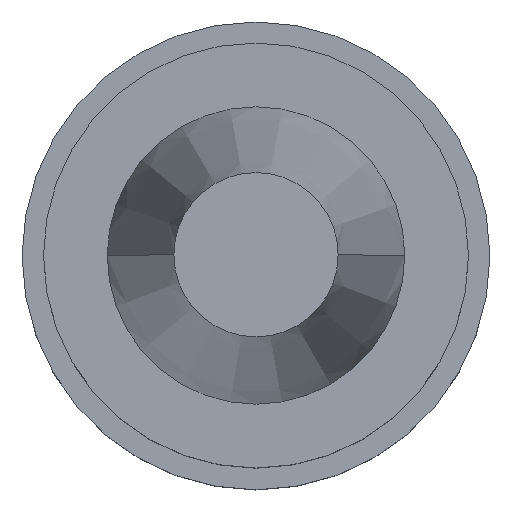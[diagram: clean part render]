
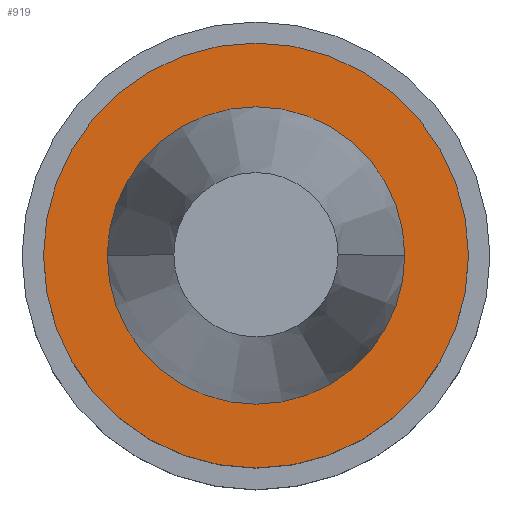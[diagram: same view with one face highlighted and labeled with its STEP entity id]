
A CAD part, top view. The second image highlights one B-rep face of the part: STEP entity #919.
In plain terms, the highlighted planar face has unit normal (0, 0, 1).
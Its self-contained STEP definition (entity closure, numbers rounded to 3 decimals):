
#11 = AXIS2_PLACEMENT_3D ( 'NONE', #1024, #86, #704 ) ;
#39 = CARTESIAN_POINT ( 'NONE',  ( 0., 0., -1. ) ) ;
#86 = DIRECTION ( 'NONE',  ( 0., 0., 1. ) ) ;
#130 = EDGE_CURVE ( 'NONE', #642, #440, #540, .T. ) ;
#133 = CARTESIAN_POINT ( 'NONE',  ( 22.225, 0., -1. ) ) ;
#148 = CIRCLE ( 'NONE', #917, 22.225 ) ;
#150 = DIRECTION ( 'NONE',  ( 1., 0., 0. ) ) ;
#196 = ORIENTED_EDGE ( 'NONE', *, *, #323, .T. ) ;
#245 = CARTESIAN_POINT ( 'NONE',  ( 31.75, 0., -1. ) ) ;
#308 = PLANE ( 'NONE',  #1027 ) ;
#323 = EDGE_CURVE ( 'NONE', #1054, #517, #633, .T. ) ;
#325 = FACE_OUTER_BOUND ( 'NONE', #808, .T. ) ;
#354 = DIRECTION ( 'NONE',  ( 0., 0., 1. ) ) ;
#374 = AXIS2_PLACEMENT_3D ( 'NONE', #828, #1087, #150 ) ;
#393 = DIRECTION ( 'NONE',  ( 0., 0., -1. ) ) ;
#410 = CARTESIAN_POINT ( 'NONE',  ( 0., 31.75, -1. ) ) ;
#440 = VERTEX_POINT ( 'NONE', #133 ) ;
#446 = EDGE_CURVE ( 'NONE', #440, #642, #148, .T. ) ;
#454 = ORIENTED_EDGE ( 'NONE', *, *, #1036, .T. ) ;
#464 = CIRCLE ( 'NONE', #11, 31.75 ) ;
#517 = VERTEX_POINT ( 'NONE', #245 ) ;
#540 = CIRCLE ( 'NONE', #888, 22.225 ) ;
#551 = DIRECTION ( 'NONE',  ( 0., 0., 1. ) ) ;
#633 = CIRCLE ( 'NONE', #374, 31.75 ) ;
#642 = VERTEX_POINT ( 'NONE', #827 ) ;
#643 = DIRECTION ( 'NONE',  ( 1., 0., 0. ) ) ;
#653 = EDGE_LOOP ( 'NONE', ( #848, #772 ) ) ;
#654 = CARTESIAN_POINT ( 'NONE',  ( 0., 0., -1. ) ) ;
#661 = FACE_BOUND ( 'NONE', #653, .T. ) ;
#704 = DIRECTION ( 'NONE',  ( 1., 0., 0. ) ) ;
#772 = ORIENTED_EDGE ( 'NONE', *, *, #130, .F. ) ;
#808 = EDGE_LOOP ( 'NONE', ( #454, #196 ) ) ;
#827 = CARTESIAN_POINT ( 'NONE',  ( -22.225, 0., -1. ) ) ;
#828 = CARTESIAN_POINT ( 'NONE',  ( 0., 0., -1. ) ) ;
#848 = ORIENTED_EDGE ( 'NONE', *, *, #446, .F. ) ;
#864 = DIRECTION ( 'NONE',  ( 1., 0., 0. ) ) ;
#888 = AXIS2_PLACEMENT_3D ( 'NONE', #39, #354, #864 ) ;
#917 = AXIS2_PLACEMENT_3D ( 'NONE', #654, #551, #643 ) ;
#919 = ADVANCED_FACE ( 'NONE', ( #661, #325 ), #308, .F. ) ;
#988 = DIRECTION ( 'NONE',  ( -1., 0., 0. ) ) ;
#1017 = CARTESIAN_POINT ( 'NONE',  ( -31.75, 0., -1. ) ) ;
#1024 = CARTESIAN_POINT ( 'NONE',  ( 0., 0., -1. ) ) ;
#1027 = AXIS2_PLACEMENT_3D ( 'NONE', #410, #393, #988 ) ;
#1036 = EDGE_CURVE ( 'NONE', #517, #1054, #464, .T. ) ;
#1054 = VERTEX_POINT ( 'NONE', #1017 ) ;
#1087 = DIRECTION ( 'NONE',  ( 0., 0., 1. ) ) ;
